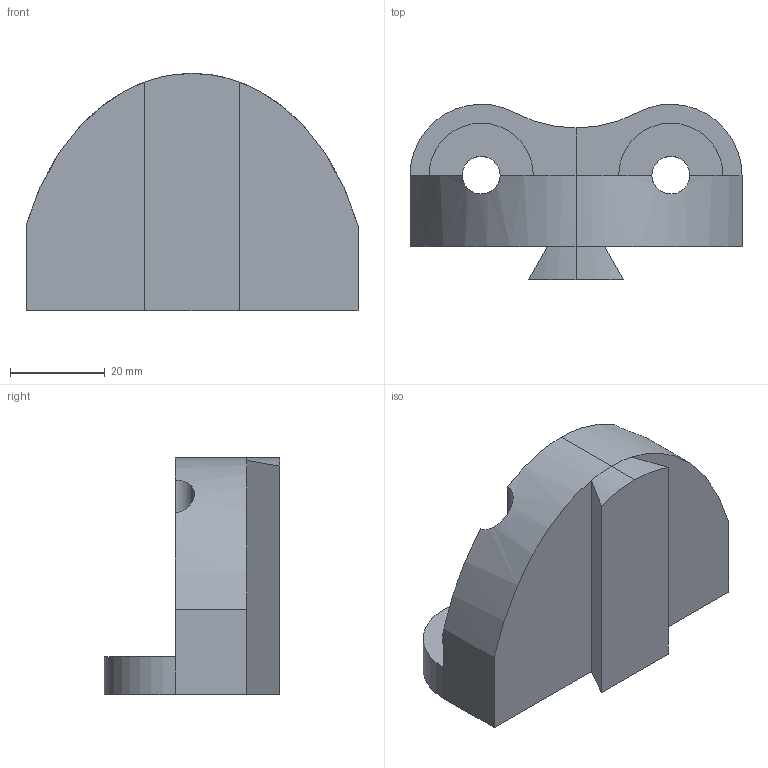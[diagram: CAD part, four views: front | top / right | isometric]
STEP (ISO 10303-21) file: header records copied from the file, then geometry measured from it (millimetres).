
FILE_DESCRIPTION(('FreeCAD Model'),'2;1');
FILE_NAME('RailSupport.step','2015-04-15T15:14:01',('Author'),(''), 'Open CASCADE STEP processor 6.8','FreeCAD','Unknown');
FILE_SCHEMA(('AUTOMOTIVE_DESIGN_CC2 { 1 2 10303 214 -1 1 5 4 }'));
Length unit declared in the file: millimetre
Products named in the file (1): RailSupport
Bounding box: 70 x 37 x 50 mm (x, y, z)
Volume: 48394.9 mm3; surface area: 13279.2 mm2
Topology: 1 solids, 1 shells, 36 faces, 89 edges, 53 vertices
Faces by surface type: plane 20, cylinder 10, extrusion 4, cone 2
Full cylindrical faces by diameter (mm): 8 x2
Entity records: 4799 total; most frequent: CARTESIAN_POINT 3079, DIRECTION 290, ORIENTED_EDGE 178, PCURVE 178, DEFINITIONAL_REPRESENTATION 178, VECTOR 162, LINE 158, EDGE_CURVE 89
